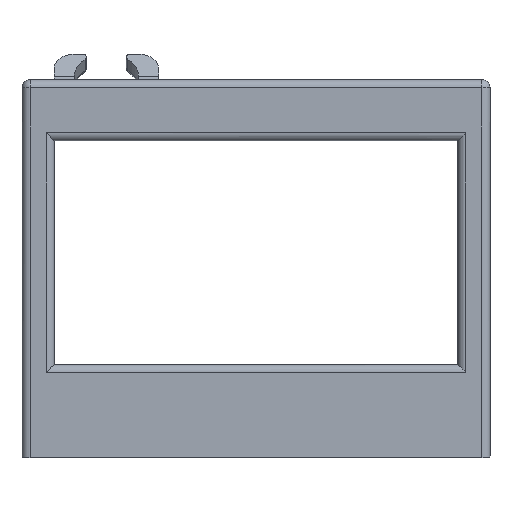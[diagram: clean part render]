
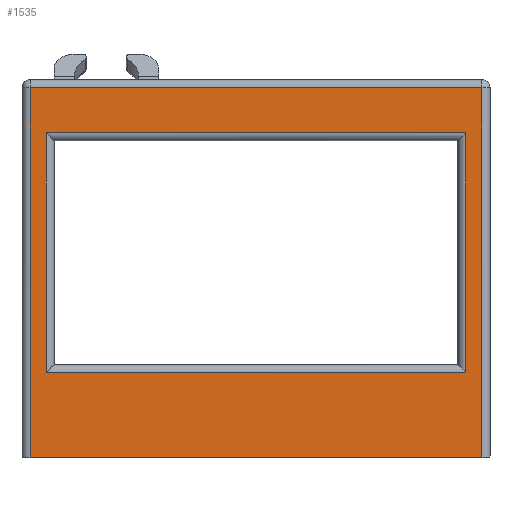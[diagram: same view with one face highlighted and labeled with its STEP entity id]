
A CAD part, front view. The second image highlights one B-rep face of the part: STEP entity #1535.
In plain terms, the highlighted planar face has unit normal (0, -1, 0).
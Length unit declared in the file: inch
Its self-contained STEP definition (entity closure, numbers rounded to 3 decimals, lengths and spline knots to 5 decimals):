
#115 = PLANE ( 'NONE',  #7183 ) ;
#241 = CARTESIAN_POINT ( 'NONE',  ( 1.405, 0., 1.125 ) ) ;
#276 = LINE ( 'NONE', #8245, #7823 ) ;
#491 = VERTEX_POINT ( 'NONE', #12501 ) ;
#568 = VECTOR ( 'NONE', #7687, 39.37008 ) ;
#635 = CARTESIAN_POINT ( 'NONE',  ( -1.305, 0., 0. ) ) ;
#684 = VECTOR ( 'NONE', #5816, 39.37008 ) ;
#826 = DIRECTION ( 'NONE',  ( 0., 0., -1. ) ) ;
#946 = CARTESIAN_POINT ( 'NONE',  ( 0., 0., 0.84571 ) ) ;
#1189 = CARTESIAN_POINT ( 'NONE',  ( 0., 0., 0. ) ) ;
#1231 = VECTOR ( 'NONE', #826, 39.37008 ) ;
#1469 = EDGE_LOOP ( 'NONE', ( #8623, #9679, #11013, #7096 ) ) ;
#1535 = ADVANCED_FACE ( 'NONE', ( #12937, #7011 ), #115, .T. ) ;
#1567 = CARTESIAN_POINT ( 'NONE',  ( 1.405, 0., -1.175 ) ) ;
#1681 = VECTOR ( 'NONE', #7683, 39.37008 ) ;
#1910 = CARTESIAN_POINT ( 'NONE',  ( -1.405, 0., -1.175 ) ) ;
#2364 = CARTESIAN_POINT ( 'NONE',  ( -1.405, 0., 1.125 ) ) ;
#2570 = EDGE_LOOP ( 'NONE', ( #14357, #13142, #4233, #4040 ) ) ;
#2793 = VECTOR ( 'NONE', #12474, 39.37008 ) ;
#2911 = VERTEX_POINT ( 'NONE', #6999 ) ;
#3021 = CARTESIAN_POINT ( 'NONE',  ( 0., 0., -0.64571 ) ) ;
#3175 = CARTESIAN_POINT ( 'NONE',  ( -1.405, 0., 1.125 ) ) ;
#3235 = LINE ( 'NONE', #3021, #1681 ) ;
#3785 = EDGE_CURVE ( 'NONE', #491, #10183, #13874, .T. ) ;
#4040 = ORIENTED_EDGE ( 'NONE', *, *, #7851, .T. ) ;
#4233 = ORIENTED_EDGE ( 'NONE', *, *, #7146, .T. ) ;
#4604 = DIRECTION ( 'NONE',  ( 0., 0., -1. ) ) ;
#4959 = DIRECTION ( 'NONE',  ( -1., 0., 0. ) ) ;
#5717 = DIRECTION ( 'NONE',  ( 0., 0., -1. ) ) ;
#5816 = DIRECTION ( 'NONE',  ( 0., 0., 1. ) ) ;
#6999 = CARTESIAN_POINT ( 'NONE',  ( -1.305, 0., -0.64571 ) ) ;
#7011 = FACE_OUTER_BOUND ( 'NONE', #1469, .T. ) ;
#7096 = ORIENTED_EDGE ( 'NONE', *, *, #9708, .F. ) ;
#7146 = EDGE_CURVE ( 'NONE', #2911, #14231, #9068, .T. ) ;
#7183 = AXIS2_PLACEMENT_3D ( 'NONE', #1189, #7242, #5717 ) ;
#7242 = DIRECTION ( 'NONE',  ( 0., -1., 0. ) ) ;
#7683 = DIRECTION ( 'NONE',  ( -1., 0., 0. ) ) ;
#7687 = DIRECTION ( 'NONE',  ( -1., 0., 0. ) ) ;
#7823 = VECTOR ( 'NONE', #4959, 39.37008 ) ;
#7851 = EDGE_CURVE ( 'NONE', #14231, #491, #13779, .T. ) ;
#7977 = LINE ( 'NONE', #13759, #13900 ) ;
#8098 = EDGE_CURVE ( 'NONE', #14785, #8588, #14620, .T. ) ;
#8245 = CARTESIAN_POINT ( 'NONE',  ( -1.405, 0., -1.175 ) ) ;
#8588 = VERTEX_POINT ( 'NONE', #2364 ) ;
#8623 = ORIENTED_EDGE ( 'NONE', *, *, #14250, .T. ) ;
#9068 = LINE ( 'NONE', #635, #14557 ) ;
#9679 = ORIENTED_EDGE ( 'NONE', *, *, #8098, .T. ) ;
#9708 = EDGE_CURVE ( 'NONE', #10108, #13408, #276, .T. ) ;
#10108 = VERTEX_POINT ( 'NONE', #1567 ) ;
#10183 = VERTEX_POINT ( 'NONE', #12306 ) ;
#10431 = LINE ( 'NONE', #13967, #684 ) ;
#11013 = ORIENTED_EDGE ( 'NONE', *, *, #12632, .T. ) ;
#11351 = CARTESIAN_POINT ( 'NONE',  ( 1.305, 0., 0. ) ) ;
#12306 = CARTESIAN_POINT ( 'NONE',  ( 1.305, 0., -0.64571 ) ) ;
#12381 = DIRECTION ( 'NONE',  ( 0., 0., 1. ) ) ;
#12474 = DIRECTION ( 'NONE',  ( 1., 0., 0. ) ) ;
#12501 = CARTESIAN_POINT ( 'NONE',  ( 1.305, 0., 0.84571 ) ) ;
#12632 = EDGE_CURVE ( 'NONE', #8588, #13408, #7977, .T. ) ;
#12937 = FACE_BOUND ( 'NONE', #2570, .T. ) ;
#13142 = ORIENTED_EDGE ( 'NONE', *, *, #14890, .T. ) ;
#13408 = VERTEX_POINT ( 'NONE', #1910 ) ;
#13759 = CARTESIAN_POINT ( 'NONE',  ( -1.405, 0., 0. ) ) ;
#13779 = LINE ( 'NONE', #946, #2793 ) ;
#13874 = LINE ( 'NONE', #11351, #1231 ) ;
#13900 = VECTOR ( 'NONE', #4604, 39.37008 ) ;
#13967 = CARTESIAN_POINT ( 'NONE',  ( 1.405, 0., 0. ) ) ;
#14231 = VERTEX_POINT ( 'NONE', #15052 ) ;
#14250 = EDGE_CURVE ( 'NONE', #10108, #14785, #10431, .T. ) ;
#14357 = ORIENTED_EDGE ( 'NONE', *, *, #3785, .T. ) ;
#14557 = VECTOR ( 'NONE', #12381, 39.37008 ) ;
#14620 = LINE ( 'NONE', #3175, #568 ) ;
#14785 = VERTEX_POINT ( 'NONE', #241 ) ;
#14890 = EDGE_CURVE ( 'NONE', #10183, #2911, #3235, .T. ) ;
#15052 = CARTESIAN_POINT ( 'NONE',  ( -1.305, 0., 0.84571 ) ) ;
